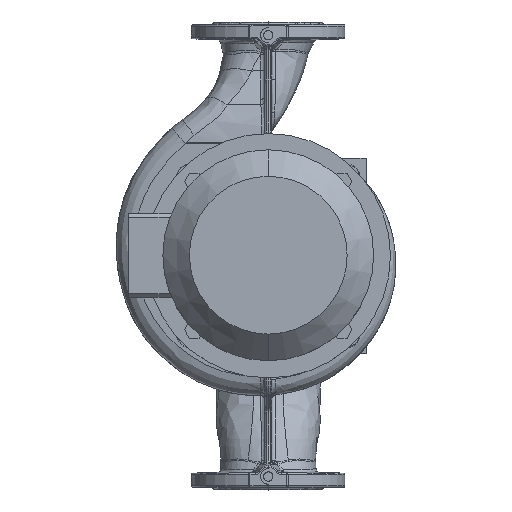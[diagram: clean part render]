
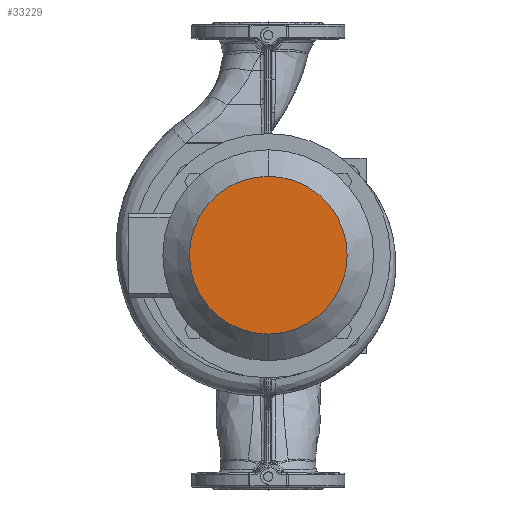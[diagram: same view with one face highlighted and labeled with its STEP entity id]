
A CAD part, top view. The second image highlights one B-rep face of the part: STEP entity #33229.
In plain terms, the highlighted planar face has unit normal (0, 0, 1).
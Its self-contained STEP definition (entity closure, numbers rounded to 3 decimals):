
#7919 = AXIS2_PLACEMENT_3D ( 'NONE', #9845, #9846, #9848 ) ;
#7926 = CIRCLE ( 'NONE', #7919, 113. ) ;
#9845 = CARTESIAN_POINT ( 'NONE',  ( 0., 0., 585.1 ) ) ;
#9846 = DIRECTION ( 'NONE',  ( 0., 0., 1. ) ) ;
#9848 = DIRECTION ( 'NONE',  ( 0., 1., 0. ) ) ;
#25875 = EDGE_CURVE ( 'NONE', #69854, #69856, #70159, .T. ) ;
#29809 = AXIS2_PLACEMENT_3D ( 'NONE', #133064, #133071, #133072 ) ;
#33229 = ADVANCED_FACE ( 'NONE', ( #133067 ), #133068, .F. ) ;
#41649 = CARTESIAN_POINT ( 'NONE',  ( 0., 0., 585.1 ) ) ;
#41650 = DIRECTION ( 'NONE',  ( 0., 0., 1. ) ) ;
#41651 = DIRECTION ( 'NONE',  ( 0., 1., 0. ) ) ;
#42484 = ORIENTED_EDGE ( 'NONE', *, *, #25875, .T. ) ;
#42485 = ORIENTED_EDGE ( 'NONE', *, *, #131661, .T. ) ;
#69854 = VERTEX_POINT ( 'NONE', #81279 ) ;
#69856 = VERTEX_POINT ( 'NONE', #81283 ) ;
#70147 = AXIS2_PLACEMENT_3D ( 'NONE', #41649, #41650, #41651 ) ;
#70159 = CIRCLE ( 'NONE', #70147, 113. ) ;
#81279 = CARTESIAN_POINT ( 'NONE',  ( 0., -113., 585.1 ) ) ;
#81283 = CARTESIAN_POINT ( 'NONE',  ( 0., 113., 585.1 ) ) ;
#97105 = EDGE_LOOP ( 'NONE', ( #42484, #42485 ) ) ;
#131661 = EDGE_CURVE ( 'NONE', #69856, #69854, #7926, .T. ) ;
#133064 = CARTESIAN_POINT ( 'NONE',  ( -113., 0., 585.1 ) ) ;
#133067 = FACE_OUTER_BOUND ( 'NONE', #97105, .T. ) ;
#133068 = PLANE ( 'NONE',  #29809 ) ;
#133071 = DIRECTION ( 'NONE',  ( 0., 0., -1. ) ) ;
#133072 = DIRECTION ( 'NONE',  ( 0., -1., 0. ) ) ;
